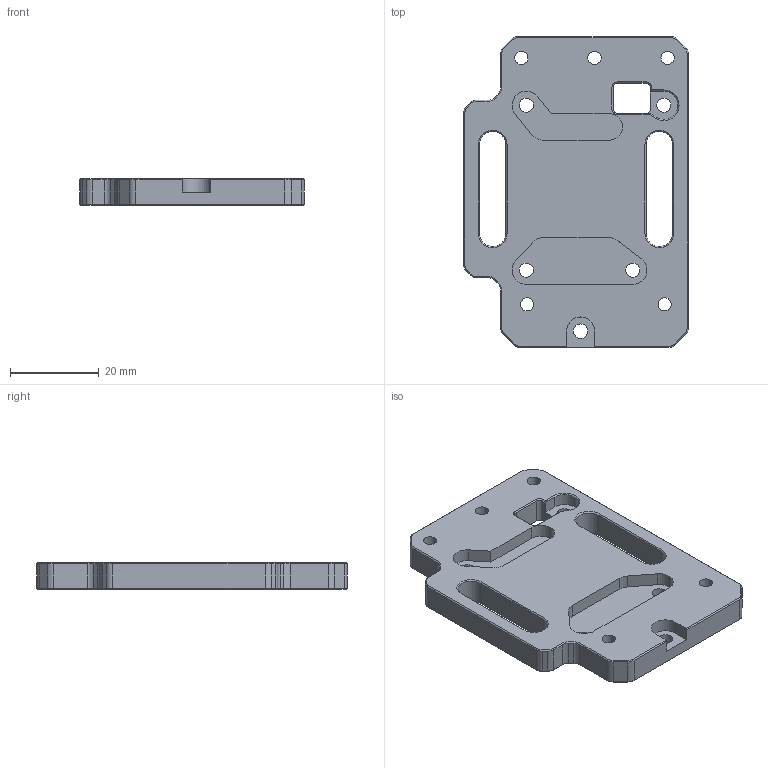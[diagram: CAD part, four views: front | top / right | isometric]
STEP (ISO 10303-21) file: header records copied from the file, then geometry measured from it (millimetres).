
FILE_DESCRIPTION (( 'STEP AP203' ), '1' );
FILE_NAME ('SFP_Extruder_Plate.STEP', '2020-08-20T18:27:55', ( '' ), ( '' ), 'SwSTEP 2.0', 'SolidWorks 2019', '' );
FILE_SCHEMA (( 'CONFIG_CONTROL_DESIGN' ));
Length unit declared in the file: millimetre
Products named in the file (1): SFP_Extruder_Plate
Bounding box: 50.6 x 70.11 x 6 mm (x, y, z)
Volume: 15425.3 mm3; surface area: 8833.7 mm2
Topology: 1 solids, 1 shells, 230 faces, 547 edges, 331 vertices
Faces by surface type: plane 105, cylinder 76, cone 49
Entity records: 6693 total; most frequent: DIRECTION 1210, CARTESIAN_POINT 1109, ORIENTED_EDGE 1094, EDGE_CURVE 547, AXIS2_PLACEMENT_3D 432, LINE 346, VECTOR 346, VERTEX_POINT 331
